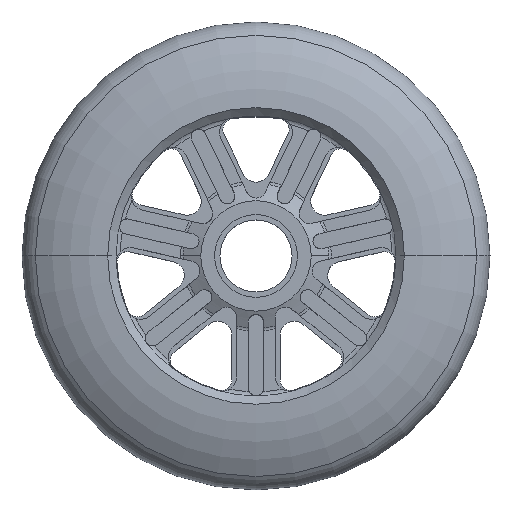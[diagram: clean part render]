
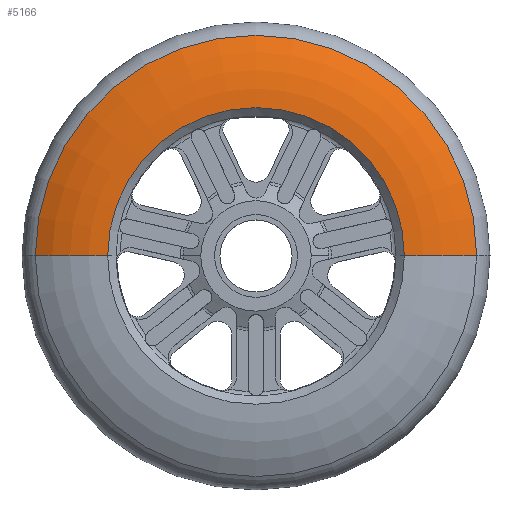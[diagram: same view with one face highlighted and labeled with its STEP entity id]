
A CAD part, top view. The second image highlights one B-rep face of the part: STEP entity #5166.
In plain terms, the highlighted toroidal (fillet/blend) face has major radius 39.448 mm and minor radius 36.152 mm.
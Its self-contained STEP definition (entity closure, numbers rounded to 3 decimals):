
#4 = EDGE_CURVE ( 'NONE', #15872, #8729, #20890, .T. ) ;
#737 = AXIS2_PLACEMENT_3D ( 'NONE', #19667, #10999, #12749 ) ;
#788 = EDGE_LOOP ( 'NONE', ( #14367, #14194, #4078, #5998 ) ) ;
#1009 = CARTESIAN_POINT ( 'NONE',  ( 58.679, 0., 6.424 ) ) ;
#1113 = DIRECTION ( 'NONE',  ( 1., 0., 0. ) ) ;
#1233 = CARTESIAN_POINT ( 'NONE',  ( 39.448, 0., 11.963 ) ) ;
#1915 = DIRECTION ( 'NONE',  ( 0., 0., -1. ) ) ;
#3351 = EDGE_CURVE ( 'NONE', #15872, #12713, #6899, .T. ) ;
#4078 = ORIENTED_EDGE ( 'NONE', *, *, #15721, .F. ) ;
#4408 = CARTESIAN_POINT ( 'NONE',  ( 0., 0., -24.189 ) ) ;
#5166 = ADVANCED_FACE ( 'NONE', ( #8519 ), #17272, .T. ) ;
#5998 = ORIENTED_EDGE ( 'NONE', *, *, #7920, .F. ) ;
#6381 = DIRECTION ( 'NONE',  ( 0., 0., 1. ) ) ;
#6899 = CIRCLE ( 'NONE', #12378, 36.152 ) ;
#7002 = VERTEX_POINT ( 'NONE', #18577 ) ;
#7085 = CARTESIAN_POINT ( 'NONE',  ( -39.448, 0., -24.189 ) ) ;
#7920 = EDGE_CURVE ( 'NONE', #8729, #7002, #15917, .T. ) ;
#8519 = FACE_OUTER_BOUND ( 'NONE', #788, .T. ) ;
#8556 = AXIS2_PLACEMENT_3D ( 'NONE', #16914, #6381, #1113 ) ;
#8729 = VERTEX_POINT ( 'NONE', #19142 ) ;
#8987 = CIRCLE ( 'NONE', #737, 58.679 ) ;
#9660 = DIRECTION ( 'NONE',  ( 0., 0., -1. ) ) ;
#10999 = DIRECTION ( 'NONE',  ( 0., 0., -1. ) ) ;
#11341 = DIRECTION ( 'NONE',  ( -1., 0., 0. ) ) ;
#12345 = DIRECTION ( 'NONE',  ( 0., -1., 0. ) ) ;
#12378 = AXIS2_PLACEMENT_3D ( 'NONE', #16483, #16242, #17843 ) ;
#12713 = VERTEX_POINT ( 'NONE', #1009 ) ;
#12749 = DIRECTION ( 'NONE',  ( -1., 0., 0. ) ) ;
#14194 = ORIENTED_EDGE ( 'NONE', *, *, #3351, .T. ) ;
#14367 = ORIENTED_EDGE ( 'NONE', *, *, #4, .F. ) ;
#15721 = EDGE_CURVE ( 'NONE', #7002, #12713, #8987, .T. ) ;
#15872 = VERTEX_POINT ( 'NONE', #1233 ) ;
#15917 = CIRCLE ( 'NONE', #16541, 36.152 ) ;
#16242 = DIRECTION ( 'NONE',  ( 0., 1., 0. ) ) ;
#16483 = CARTESIAN_POINT ( 'NONE',  ( 39.448, 0., -24.189 ) ) ;
#16541 = AXIS2_PLACEMENT_3D ( 'NONE', #7085, #12345, #1915 ) ;
#16914 = CARTESIAN_POINT ( 'NONE',  ( 0., 0., 11.963 ) ) ;
#17272 = TOROIDAL_SURFACE ( 'NONE', #19252, 39.448, 36.152 ) ;
#17843 = DIRECTION ( 'NONE',  ( -1., 0., 0. ) ) ;
#18577 = CARTESIAN_POINT ( 'NONE',  ( -58.679, 0., 6.424 ) ) ;
#19142 = CARTESIAN_POINT ( 'NONE',  ( -39.448, 0., 11.963 ) ) ;
#19252 = AXIS2_PLACEMENT_3D ( 'NONE', #4408, #9660, #11341 ) ;
#19667 = CARTESIAN_POINT ( 'NONE',  ( 0., 0., 6.424 ) ) ;
#20890 = CIRCLE ( 'NONE', #8556, 39.448 ) ;
